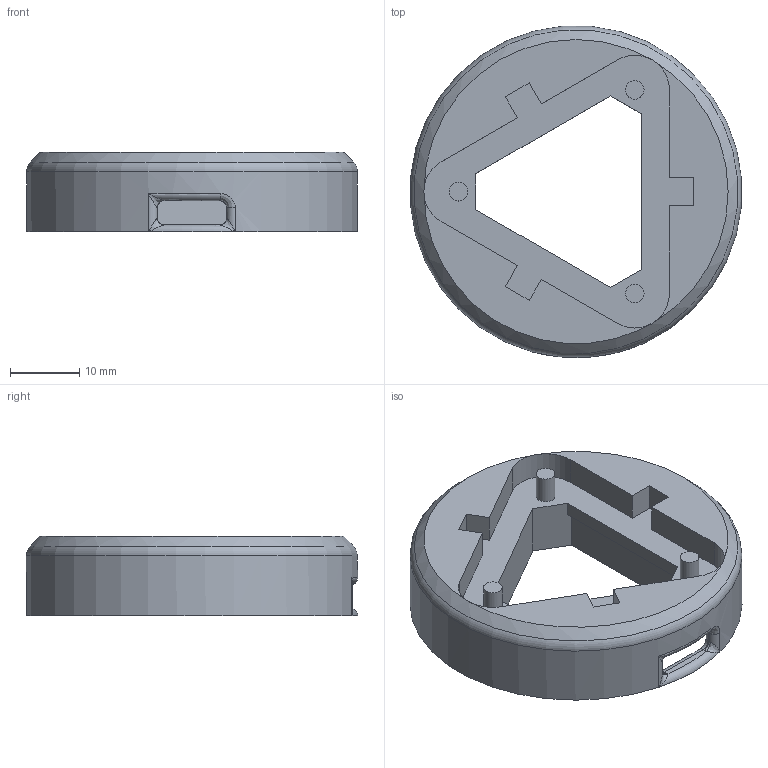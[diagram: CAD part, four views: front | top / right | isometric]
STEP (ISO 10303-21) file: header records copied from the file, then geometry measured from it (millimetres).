
FILE_DESCRIPTION(('STEP AP203'), '1');
FILE_NAME('櫻蠉錪2', '', ('UNSPECIFIED'), ('UNSPECIFIED'), 'C3D Converter', 'C3D Toolkit', '');
FILE_SCHEMA(('CONFIG_CONTROL_DESIGN'));
Length unit declared in the file: millimetre
Bounding box: 47.84 x 47.92 x 11.5 mm (x, y, z)
Volume: 11629.1 mm3; surface area: 6187 mm2
Topology: 1 solids, 1 shells, 82 faces, 194 edges, 116 vertices
Faces by surface type: plane 42, cylinder 21, torus 10, cone 5, bspline 4
Full cylindrical faces by diameter (mm): 2.7 x3, 4.2 x4, 48 x1
Entity records: 3398 total; most frequent: CARTESIAN_POINT 870, DIRECTION 390, ORIENTED_EDGE 354, EDGE_CURVE 177, AXIS2_PLACEMENT_3D 145, VERTEX_POINT 116, EDGE_LOOP 105, LINE 100
